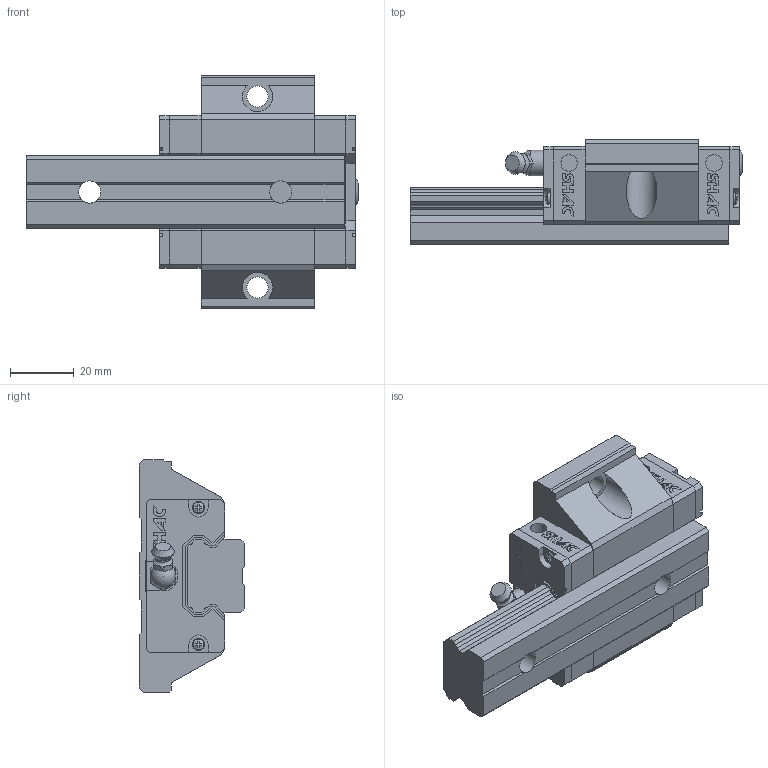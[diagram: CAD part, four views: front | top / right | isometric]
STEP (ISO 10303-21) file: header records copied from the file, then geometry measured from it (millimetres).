
FILE_DESCRIPTION(/* description */ ('STEP AP214'),/* implementation_level */ '2;1');
FILE_NAME(/* name */ 'GEW25SA1R100Z0C-20_20(1_)',/* time_stamp */ '2025-09-08T11:49:01+02:00',/* author */ ('License CC BY-ND 4.0'),/* organization */ ('CADENAS'),/* preprocessor_version */ 'ST-DEVELOPER v19.3',/* originating_system */ 'PARTsolutions',/* authorisation */ ' ');
FILE_SCHEMA (('AUTOMOTIVE_DESIGN {1 0 10303 214 3 1 1}'));
Length unit declared in the file: millimetre
Products named in the file (8): GEW25SA1R100Z0C-20/20(1_); GE25SR100-20/20(2)_RAIL; GEW25SA_slider; GES25_C; GES25_P; GH25_SCREW; GH25_BOLT; GH25-_G
Assembly tree (12 placements, depth 2):
  GEW25SA1R100Z0C-20/20(1_)
    GE25SR100-20/20(2)_RAIL
    GEW25SA_slider
    GES25_C  x2
    GES25_P  x2
    GH25_SCREW  x4
    GH25_BOLT
    GH25-_G
Bounding box: 104.3 x 33 x 73 mm (x, y, z)
Volume: 109064.5 mm3; surface area: 34534.4 mm2
Topology: 12 solids, 12 shells, 759 faces, 2061 edges, 1364 vertices
Faces by surface type: plane 628, cylinder 101, cone 18, torus 7, sphere 5
Full cylindrical faces by diameter (mm): 2.2 x4, 3.725 x4, 4.5 x1, 5.2 x4, 6 x2, 6.5 x2, 6.647 x2, 7 x2, 7.4 x2, 8 x1, 8.2 x1, 11 x2
Entity records: 14338 total; most frequent: CARTESIAN_POINT 2584, ORIENTED_EDGE 2408, DIRECTION 2289, EDGE_CURVE 1204, LINE 1001, VECTOR 1001, VERTEX_POINT 813, AXIS2_PLACEMENT_3D 644
